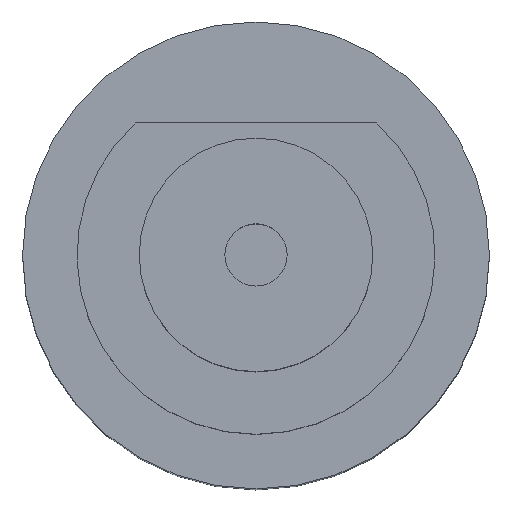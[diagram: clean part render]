
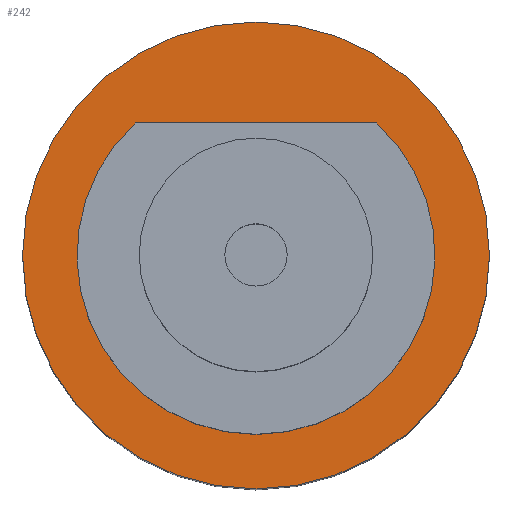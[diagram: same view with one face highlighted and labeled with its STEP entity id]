
A CAD part, top view. The second image highlights one B-rep face of the part: STEP entity #242.
In plain terms, the highlighted planar face has unit normal (0, 0, 1).
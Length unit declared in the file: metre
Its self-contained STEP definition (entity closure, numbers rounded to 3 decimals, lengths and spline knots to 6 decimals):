
#21=LINE('',#404,#33);
#33=VECTOR('',#325,1.);
#45=PLANE('',#278);
#61=ORIENTED_EDGE('',*,*,#115,.T.);
#62=ORIENTED_EDGE('',*,*,#116,.F.);
#63=ORIENTED_EDGE('',*,*,#117,.T.);
#115=EDGE_CURVE('',#142,#142,#162,.T.);
#116=EDGE_CURVE('',#143,#144,#21,.T.);
#117=EDGE_CURVE('',#143,#144,#163,.F.);
#142=VERTEX_POINT('',#403);
#143=VERTEX_POINT('',#405);
#144=VERTEX_POINT('',#406);
#162=CIRCLE('',#279,0.015);
#163=CIRCLE('',#280,0.0115);
#177=EDGE_LOOP('',(#61));
#178=EDGE_LOOP('',(#62,#63));
#207=FACE_BOUND('',#177,.T.);
#208=FACE_BOUND('',#178,.T.);
#242=ADVANCED_FACE('',(#207,#208),#45,.T.);
#278=AXIS2_PLACEMENT_3D('',#401,#321,#322);
#279=AXIS2_PLACEMENT_3D('',#402,#323,#324);
#280=AXIS2_PLACEMENT_3D('',#407,#326,#327);
#321=DIRECTION('',(0.,0.,1.));
#322=DIRECTION('',(1.,0.,0.));
#323=DIRECTION('',(0.,0.,1.));
#324=DIRECTION('',(1.,0.,0.));
#325=DIRECTION('',(-1.,0.,0.));
#326=DIRECTION('',(0.,0.,1.));
#327=DIRECTION('',(1.,0.,0.));
#401=CARTESIAN_POINT('',(0.,0.,0.01975));
#402=CARTESIAN_POINT('',(0.,0.,0.01975));
#403=CARTESIAN_POINT('',(0.015,0.,0.01975));
#404=CARTESIAN_POINT('',(0.,0.0085,0.01975));
#405=CARTESIAN_POINT('',(0.007746,0.0085,0.01975));
#406=CARTESIAN_POINT('',(-0.007746,0.0085,0.01975));
#407=CARTESIAN_POINT('',(0.,0.,0.01975));
